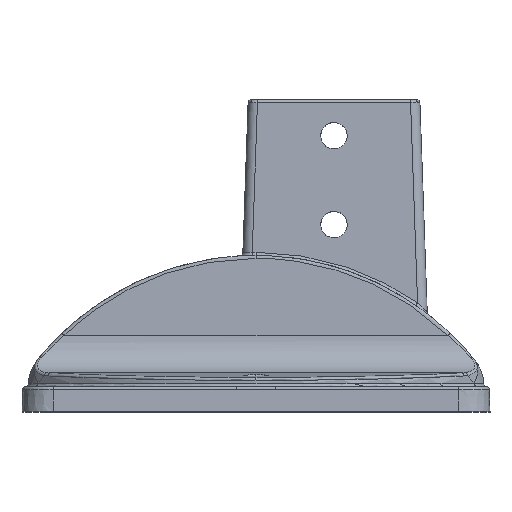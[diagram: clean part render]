
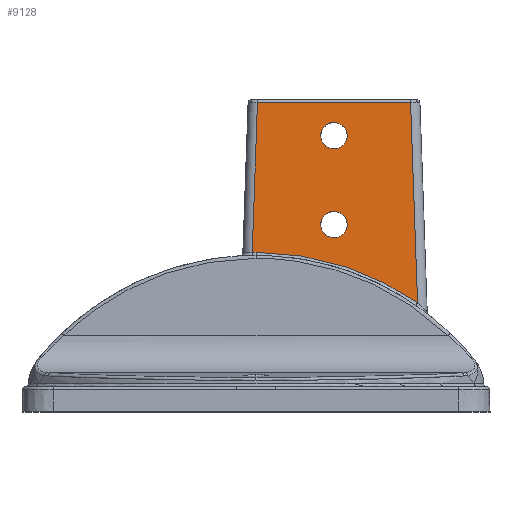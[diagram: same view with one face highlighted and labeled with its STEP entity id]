
A CAD part, top view. The second image highlights one B-rep face of the part: STEP entity #9128.
In plain terms, the highlighted planar face has unit normal (0, 0.035, 0.999).
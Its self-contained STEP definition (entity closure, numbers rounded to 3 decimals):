
#340 = CARTESIAN_POINT ( 'NONE',  ( 4.25, 88.501, 27.902 ) ) ;
#593 = ORIENTED_EDGE ( 'NONE', *, *, #4331, .T. ) ;
#640 = CARTESIAN_POINT ( 'NONE',  ( -26.21, 51.075, 29.208 ) ) ;
#699 = CARTESIAN_POINT ( 'NONE',  ( 4.25, 88.501, 27.902 ) ) ;
#766 =( BOUNDED_CURVE ( )  B_SPLINE_CURVE ( 3, ( #5332, #10055, #7058, #2290 ),
 .UNSPECIFIED., .F., .T. ) 
 B_SPLINE_CURVE_WITH_KNOTS ( ( 4, 4 ),
 ( 0., 0.605 ),
 .UNSPECIFIED. ) 
 CURVE ( )  GEOMETRIC_REPRESENTATION_ITEM ( )  RATIONAL_B_SPLINE_CURVE ( ( 1., 0.97, 0.97, 1. ) ) 
 REPRESENTATION_ITEM ( '' )  );
#853 = DIRECTION ( 'NONE',  ( -0.035, 0.999, -0.035 ) ) ;
#858 = ORIENTED_EDGE ( 'NONE', *, *, #1147, .T. ) ;
#981 = CARTESIAN_POINT ( 'NONE',  ( -27.5, 100., 27.5 ) ) ;
#1147 = EDGE_CURVE ( 'NONE', #6367, #9771, #7606, .T. ) ;
#1154 = EDGE_CURVE ( 'NONE', #5311, #2477, #6311, .T. ) ;
#1216 = CARTESIAN_POINT ( 'NONE',  ( -4.25, 88.501, 27.902 ) ) ;
#1351 =( BOUNDED_CURVE ( )  B_SPLINE_CURVE ( 3, ( #1216, #5982, #7555, #2786 ),
 .UNSPECIFIED., .F., .F. ) 
 B_SPLINE_CURVE_WITH_KNOTS ( ( 4, 4 ),
 ( 1.571, 4.712 ),
 .UNSPECIFIED. ) 
 CURVE ( )  GEOMETRIC_REPRESENTATION_ITEM ( )  RATIONAL_B_SPLINE_CURVE ( ( 1., 0.333, 0.333, 1. ) ) 
 REPRESENTATION_ITEM ( '' )  );
#1492 = EDGE_CURVE ( 'NONE', #7524, #9026, #10286, .T. ) ;
#1528 = VECTOR ( 'NONE', #7794, 1000. ) ;
#1792 = CARTESIAN_POINT ( 'NONE',  ( 4.25, 51.501, 29.194 ) ) ;
#1793 = DIRECTION ( 'NONE',  ( 0., 0.035, 0.999 ) ) ;
#2220 = CARTESIAN_POINT ( 'NONE',  ( -25., 51.084, 29.208 ) ) ;
#2266 = EDGE_LOOP ( 'NONE', ( #2377, #3827 ) ) ;
#2290 = CARTESIAN_POINT ( 'NONE',  ( 26.774, 34.919, 29.773 ) ) ;
#2377 = ORIENTED_EDGE ( 'NONE', *, *, #1154, .T. ) ;
#2477 = VERTEX_POINT ( 'NONE', #5980 ) ;
#2569 = CARTESIAN_POINT ( 'NONE',  ( 4.25, 60.001, 28.897 ) ) ;
#2620 = FACE_BOUND ( 'NONE', #2266, .T. ) ;
#2634 = VECTOR ( 'NONE', #853, 1000. ) ;
#2786 = CARTESIAN_POINT ( 'NONE',  ( 4.25, 88.501, 27.902 ) ) ;
#3021 = CARTESIAN_POINT ( 'NONE',  ( 26.774, 34.919, 29.773 ) ) ;
#3036 = CARTESIAN_POINT ( 'NONE',  ( -24.505, 99.896, 27.504 ) ) ;
#3120 = FACE_BOUND ( 'NONE', #9378, .T. ) ;
#3373 = CARTESIAN_POINT ( 'NONE',  ( -4.25, 60.001, 28.897 ) ) ;
#3475 = EDGE_CURVE ( 'NONE', #9771, #9879, #6060, .T. ) ;
#3532 = ORIENTED_EDGE ( 'NONE', *, *, #5949, .T. ) ;
#3675 = CARTESIAN_POINT ( 'NONE',  ( 24.536, 99.035, 27.534 ) ) ;
#3791 = CARTESIAN_POINT ( 'NONE',  ( 4.25, 60.001, 28.897 ) ) ;
#3826 = CARTESIAN_POINT ( 'NONE',  ( -4.25, 60.001, 28.897 ) ) ;
#3827 = ORIENTED_EDGE ( 'NONE', *, *, #6998, .T. ) ;
#3849 = CARTESIAN_POINT ( 'NONE',  ( -4.25, 80.001, 28.198 ) ) ;
#4331 = EDGE_CURVE ( 'NONE', #4953, #6367, #5548, .T. ) ;
#4579 =( BOUNDED_CURVE ( )  B_SPLINE_CURVE ( 3, ( #3826, #8543, #4616, #10163 ),
 .UNSPECIFIED., .F., .T. ) 
 B_SPLINE_CURVE_WITH_KNOTS ( ( 4, 4 ),
 ( 1.571, 4.712 ),
 .UNSPECIFIED. ) 
 CURVE ( )  GEOMETRIC_REPRESENTATION_ITEM ( )  RATIONAL_B_SPLINE_CURVE ( ( 1., 0.333, 0.333, 1. ) ) 
 REPRESENTATION_ITEM ( '' )  );
#4616 = CARTESIAN_POINT ( 'NONE',  ( 4.25, 68.501, 28.6 ) ) ;
#4642 = CARTESIAN_POINT ( 'NONE',  ( 4.25, 80.001, 28.198 ) ) ;
#4747 = FACE_OUTER_BOUND ( 'NONE', #9925, .T. ) ;
#4847 = CARTESIAN_POINT ( 'NONE',  ( -4.25, 60.001, 28.897 ) ) ;
#4953 = VERTEX_POINT ( 'NONE', #3675 ) ;
#4963 = DIRECTION ( 'NONE',  ( -1., 0., 0. ) ) ;
#5311 = VERTEX_POINT ( 'NONE', #340 ) ;
#5332 = CARTESIAN_POINT ( 'NONE',  ( -25., 51.084, 29.208 ) ) ;
#5548 = LINE ( 'NONE', #8882, #7395 ) ;
#5611 = CARTESIAN_POINT ( 'NONE',  ( 24.439, 101.812, 27.437 ) ) ;
#5851 = CARTESIAN_POINT ( 'NONE',  ( -24.536, 99.035, 27.534 ) ) ;
#5949 = EDGE_CURVE ( 'NONE', #7005, #4953, #8703, .T. ) ;
#5980 = CARTESIAN_POINT ( 'NONE',  ( -4.25, 88.501, 27.902 ) ) ;
#5982 = CARTESIAN_POINT ( 'NONE',  ( -4.25, 97.001, 27.605 ) ) ;
#6060 =( BOUNDED_CURVE ( )  B_SPLINE_CURVE ( 3, ( #640, #9317, #6985, #2220 ),
 .UNSPECIFIED., .F., .F. ) 
 B_SPLINE_CURVE_WITH_KNOTS ( ( 4, 4 ),
 ( 6.27, 6.283 ),
 .UNSPECIFIED. ) 
 CURVE ( )  GEOMETRIC_REPRESENTATION_ITEM ( )  RATIONAL_B_SPLINE_CURVE ( ( 1., 1., 1., 1. ) ) 
 REPRESENTATION_ITEM ( '' )  );
#6263 = CARTESIAN_POINT ( 'NONE',  ( -4.25, 88.501, 27.902 ) ) ;
#6311 =( BOUNDED_CURVE ( )  B_SPLINE_CURVE ( 3, ( #699, #4642, #3849, #6263 ),
 .UNSPECIFIED., .F., .T. ) 
 B_SPLINE_CURVE_WITH_KNOTS ( ( 4, 4 ),
 ( 4.712, 7.854 ),
 .UNSPECIFIED. ) 
 CURVE ( )  GEOMETRIC_REPRESENTATION_ITEM ( )  RATIONAL_B_SPLINE_CURVE ( ( 1., 0.333, 0.333, 1. ) ) 
 REPRESENTATION_ITEM ( '' )  );
#6367 = VERTEX_POINT ( 'NONE', #5851 ) ;
#6388 = ORIENTED_EDGE ( 'NONE', *, *, #7526, .T. ) ;
#6521 = ORIENTED_EDGE ( 'NONE', *, *, #3475, .T. ) ;
#6689 = ORIENTED_EDGE ( 'NONE', *, *, #1492, .T. ) ;
#6720 = CARTESIAN_POINT ( 'NONE',  ( -25., 51.084, 29.208 ) ) ;
#6985 = CARTESIAN_POINT ( 'NONE',  ( -25.403, 51.084, 29.208 ) ) ;
#6998 = EDGE_CURVE ( 'NONE', #2477, #5311, #1351, .T. ) ;
#7005 = VERTEX_POINT ( 'NONE', #3021 ) ;
#7058 = CARTESIAN_POINT ( 'NONE',  ( 11.442, 45.527, 29.402 ) ) ;
#7343 = DIRECTION ( 'NONE',  ( 0., -0.999, 0.035 ) ) ;
#7395 = VECTOR ( 'NONE', #4963, 1000. ) ;
#7524 = VERTEX_POINT ( 'NONE', #3791 ) ;
#7526 = EDGE_CURVE ( 'NONE', #9026, #7524, #4579, .T. ) ;
#7555 = CARTESIAN_POINT ( 'NONE',  ( 4.25, 97.001, 27.605 ) ) ;
#7606 = LINE ( 'NONE', #3036, #1528 ) ;
#7794 = DIRECTION ( 'NONE',  ( -0.035, -0.999, 0.035 ) ) ;
#8040 = CARTESIAN_POINT ( 'NONE',  ( -26.21, 51.075, 29.208 ) ) ;
#8131 = CARTESIAN_POINT ( 'NONE',  ( -4.25, 51.501, 29.194 ) ) ;
#8543 = CARTESIAN_POINT ( 'NONE',  ( -4.25, 68.501, 28.6 ) ) ;
#8703 = LINE ( 'NONE', #5611, #2634 ) ;
#8746 = EDGE_CURVE ( 'NONE', #9879, #7005, #766, .T. ) ;
#8882 = CARTESIAN_POINT ( 'NONE',  ( -27.5, 99.035, 27.534 ) ) ;
#9026 = VERTEX_POINT ( 'NONE', #4847 ) ;
#9128 = ADVANCED_FACE ( 'NONE', ( #3120, #2620, #4747 ), #9677, .T. ) ;
#9167 = AXIS2_PLACEMENT_3D ( 'NONE', #981, #1793, #7343 ) ;
#9317 = CARTESIAN_POINT ( 'NONE',  ( -25.807, 51.081, 29.208 ) ) ;
#9378 = EDGE_LOOP ( 'NONE', ( #6689, #6388 ) ) ;
#9677 = PLANE ( 'NONE',  #9167 ) ;
#9771 = VERTEX_POINT ( 'NONE', #8040 ) ;
#9879 = VERTEX_POINT ( 'NONE', #6720 ) ;
#9925 = EDGE_LOOP ( 'NONE', ( #3532, #593, #858, #6521, #10289 ) ) ;
#10055 = CARTESIAN_POINT ( 'NONE',  ( -6.356, 51.084, 29.208 ) ) ;
#10163 = CARTESIAN_POINT ( 'NONE',  ( 4.25, 60.001, 28.897 ) ) ;
#10286 =( BOUNDED_CURVE ( )  B_SPLINE_CURVE ( 3, ( #2569, #1792, #8131, #3373 ),
 .UNSPECIFIED., .F., .F. ) 
 B_SPLINE_CURVE_WITH_KNOTS ( ( 4, 4 ),
 ( 4.712, 7.854 ),
 .UNSPECIFIED. ) 
 CURVE ( )  GEOMETRIC_REPRESENTATION_ITEM ( )  RATIONAL_B_SPLINE_CURVE ( ( 1., 0.333, 0.333, 1. ) ) 
 REPRESENTATION_ITEM ( '' )  );
#10289 = ORIENTED_EDGE ( 'NONE', *, *, #8746, .T. ) ;
